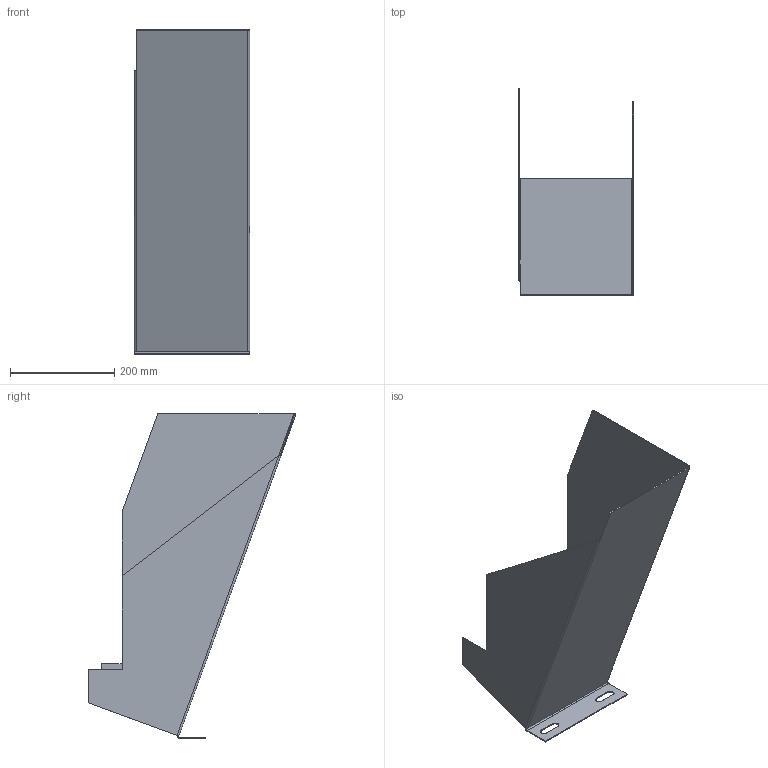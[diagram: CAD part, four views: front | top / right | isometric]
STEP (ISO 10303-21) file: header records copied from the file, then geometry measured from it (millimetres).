
FILE_DESCRIPTION (( 'STEP AP214' ), '1' );
FILE_NAME ('Rinne.STEP', '2016-06-14T11:38:21', ( 'Husel' ), ( '' ), 'SwSTEP 2.0', 'SolidWorks 2016', '' );
FILE_SCHEMA (( 'AUTOMOTIVE_DESIGN' ));
Length unit declared in the file: millimetre
Products named in the file (1): Rinne
Bounding box: 222 x 399.89 x 624.5 mm (x, y, z)
Volume: 1461796.8 mm3; surface area: 1472846.2 mm2
Topology: 2 solids, 2 shells, 93 faces, 231 edges, 142 vertices
Faces by surface type: plane 67, cylinder 24, bspline 2
Entity records: 2872 total; most frequent: CARTESIAN_POINT 594, ORIENTED_EDGE 462, DIRECTION 459, EDGE_CURVE 231, LINE 175, VECTOR 175, AXIS2_PLACEMENT_3D 142, VERTEX_POINT 142
